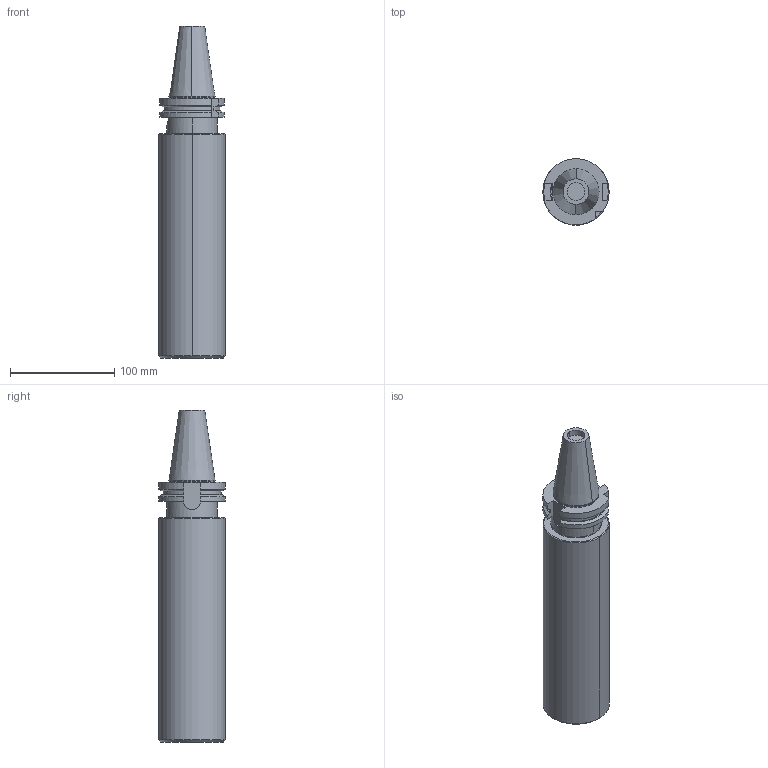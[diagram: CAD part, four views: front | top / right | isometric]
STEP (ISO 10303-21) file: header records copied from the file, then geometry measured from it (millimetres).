
FILE_DESCRIPTION(/* description */ (''),/* implementation_level */ '2;1');
FILE_NAME(/* name */ '204639571ndi000_00.stp',/* time_stamp */ '2023-03-20T13:58:16+01:00',/* author */ (''),/* organization */ (''),/* preprocessor_version */ 'ST-DEVELOPER v16.7',/* originating_system */ 'SIEMENS PLM Software NX 12.0',/* authorisation */ '');
FILE_SCHEMA (('AUTOMOTIVE_DESIGN { 1 0 10303 214 3 1 1 1 }'));
Length unit declared in the file: millimetre
Products named in the file (1): kl624A946CC7t3m6
Bounding box: 63.5 x 63.54 x 318.4 mm (x, y, z)
Volume: 824455.9 mm3; surface area: 65146.3 mm2
Topology: 1 solids, 1 shells, 61 faces, 154 edges, 97 vertices
Faces by surface type: plane 20, cylinder 20, cone 16, torus 5
Entity records: 1956 total; most frequent: CARTESIAN_POINT 417, DIRECTION 328, ORIENTED_EDGE 304, EDGE_CURVE 152, AXIS2_PLACEMENT_3D 128, VERTEX_POINT 97, LINE 72, VECTOR 72
